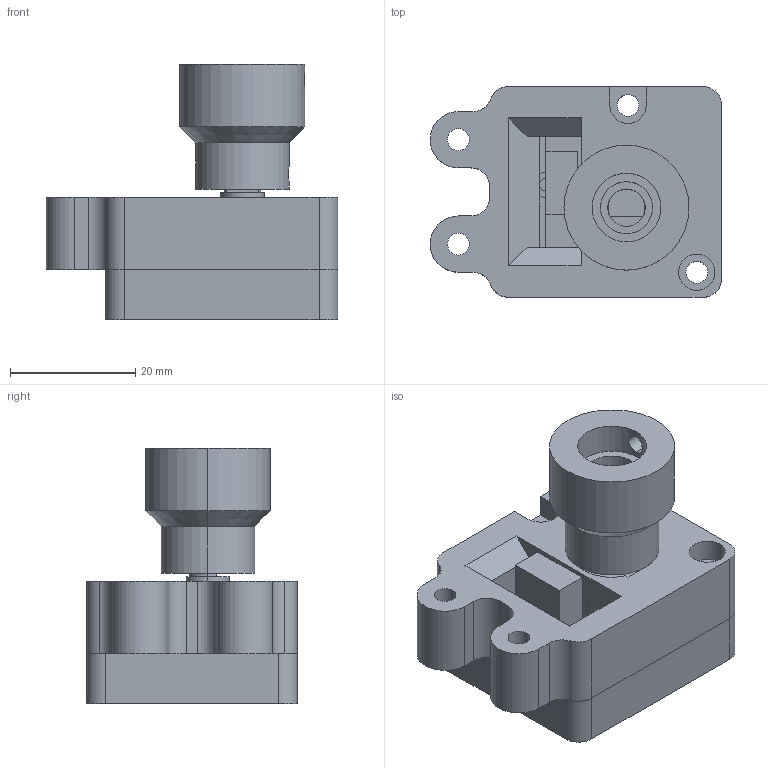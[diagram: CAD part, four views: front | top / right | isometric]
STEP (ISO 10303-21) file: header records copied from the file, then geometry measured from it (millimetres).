
FILE_DESCRIPTION (( 'STEP AP203' ), '1' );
FILE_NAME ('Potentiometer.STEP', '2021-07-31T11:33:38', ( '' ), ( '' ), 'SwSTEP 2.0', 'SolidWorks 2020', '' );
FILE_SCHEMA (( 'CONFIG_CONTROL_DESIGN' ));
Length unit declared in the file: millimetre
Products named in the file (1): Potentiometer
Bounding box: 46.65 x 33.7 x 40.8 mm (x, y, z)
Volume: 26806.8 mm3; surface area: 14582.4 mm2
Topology: 4 solids, 4 shells, 231 faces, 624 edges, 410 vertices
Faces by surface type: plane 154, cylinder 75, cone 2
Entity records: 7549 total; most frequent: CARTESIAN_POINT 1466, ORIENTED_EDGE 1248, DIRECTION 1232, EDGE_CURVE 624, LINE 464, VECTOR 464, VERTEX_POINT 410, AXIS2_PLACEMENT_3D 384
